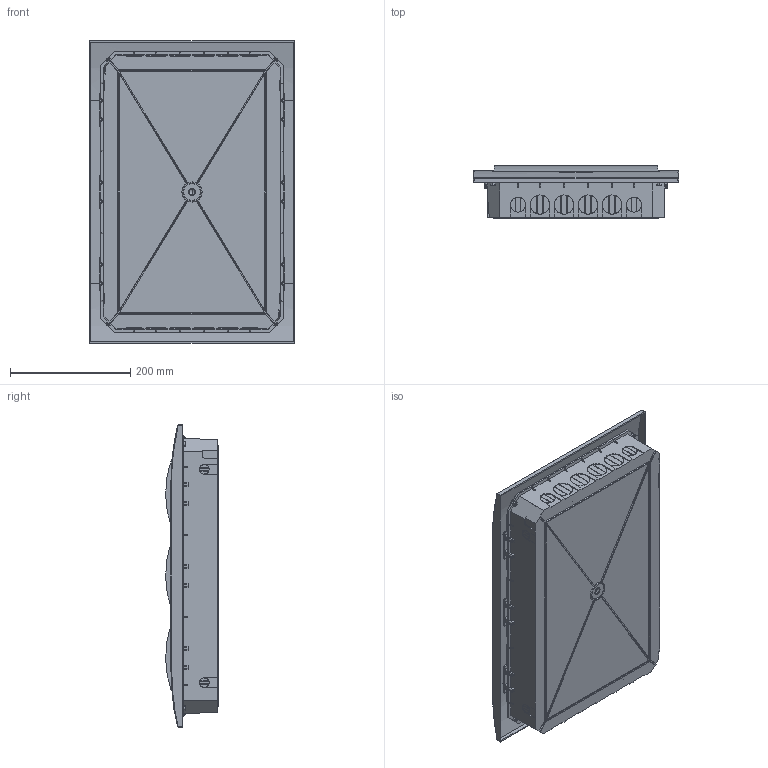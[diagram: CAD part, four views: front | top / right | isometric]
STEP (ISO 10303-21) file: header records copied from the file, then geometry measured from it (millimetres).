
FILE_DESCRIPTION (( 'STEP AP203' ), '1' );
FILE_NAME ('MKP12-V-36-40-05 Áîêñ ÙÐÂ-Ï-36 ìîäóëåé âñòð. ïëàñòèê IP41.STEP', '2016-08-18T07:22:44', ( '' ), ( '' ), 'SwSTEP 2.0', 'SolidWorks 2014', '' );
FILE_SCHEMA (( 'CONFIG_CONTROL_DESIGN' ));
Products named in the file (2): MKP12-V-36-40-05 Áîêñ ÙÐÂ-Ï-36 ìîäóëåé âñòð. ïëàñòèê IP41
Bounding box: 342 x 87.8 x 503 mm (x, y, z)
Volume: 1216303.8 mm3; surface area: 1303496.4 mm2
Topology: 31 solids, 31 shells, 4360 faces, 11929 edges, 7708 vertices
Faces by surface type: plane 2738, cylinder 656, bspline 636, cone 222, torus 60, sphere 48
Entity records: 152550 total; most frequent: CARTESIAN_POINT 47884, ORIENTED_EDGE 23754, DIRECTION 18777, EDGE_CURVE 11877, VECTOR 8025, LINE 8025, VERTEX_POINT 7708, AXIS2_PLACEMENT_3D 5376
